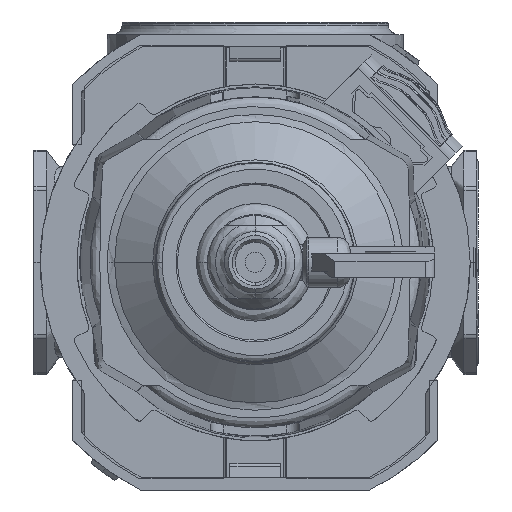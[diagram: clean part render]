
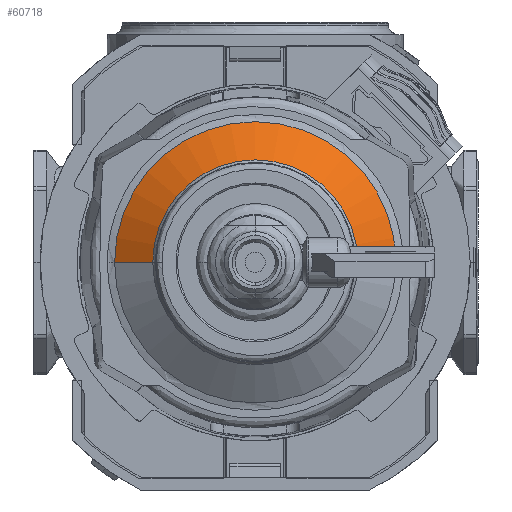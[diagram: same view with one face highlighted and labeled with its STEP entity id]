
A CAD part, front view. The second image highlights one B-rep face of the part: STEP entity #60718.
In plain terms, the highlighted conical face has half-angle 54.996 degrees and reference radius 22.24 mm.
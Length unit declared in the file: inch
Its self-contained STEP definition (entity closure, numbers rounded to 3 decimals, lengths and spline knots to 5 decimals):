
#6 = CIRCLE ( 'NONE', #64535, 0.63777 ) ;
#965 = DIRECTION ( 'NONE',  ( -0.819, 0.574, 0. ) ) ;
#1571 = CIRCLE ( 'NONE', #4477, 0.87558 ) ;
#3440 = EDGE_LOOP ( 'NONE', ( #12942, #74519, #46530, #64230 ) ) ;
#3860 = CARTESIAN_POINT ( 'NONE',  ( 0.87558, -4.11661, 0. ) ) ;
#3906 = DIRECTION ( 'NONE',  ( 1., 0., 0. ) ) ;
#4090 = CARTESIAN_POINT ( 'NONE',  ( 0.87558, -4.11661, 0. ) ) ;
#4477 = AXIS2_PLACEMENT_3D ( 'NONE', #52542, #88277, #3906 ) ;
#8361 = CONICAL_SURFACE ( 'NONE', #58181, 0.87558, 0.96 ) ;
#12942 = ORIENTED_EDGE ( 'NONE', *, *, #15498, .T. ) ;
#14731 = DIRECTION ( 'NONE',  ( 0., 1., 0. ) ) ;
#15498 = EDGE_CURVE ( 'NONE', #35663, #29495, #6, .T. ) ;
#16115 = CARTESIAN_POINT ( 'NONE',  ( -0.87558, -4.11661, 0. ) ) ;
#16746 = EDGE_CURVE ( 'NONE', #35663, #89207, #84465, .T. ) ;
#25577 = VECTOR ( 'NONE', #965, 39.37008 ) ;
#29495 = VERTEX_POINT ( 'NONE', #71438 ) ;
#32068 = DIRECTION ( 'NONE',  ( 0.819, 0.574, 0. ) ) ;
#35663 = VERTEX_POINT ( 'NONE', #48960 ) ;
#46530 = ORIENTED_EDGE ( 'NONE', *, *, #51112, .T. ) ;
#48960 = CARTESIAN_POINT ( 'NONE',  ( -0.63777, -4.28315, 0. ) ) ;
#50391 = CARTESIAN_POINT ( 'NONE',  ( -0.87558, -4.11661, 0. ) ) ;
#50692 = DIRECTION ( 'NONE',  ( 0., 1., 0. ) ) ;
#51112 = EDGE_CURVE ( 'NONE', #64773, #89207, #1571, .T. ) ;
#51441 = CARTESIAN_POINT ( 'NONE',  ( 0., -4.11661, 0. ) ) ;
#52542 = CARTESIAN_POINT ( 'NONE',  ( 0., -4.11661, 0. ) ) ;
#57845 = DIRECTION ( 'NONE',  ( -1., 0., 0. ) ) ;
#58181 = AXIS2_PLACEMENT_3D ( 'NONE', #51441, #14731, #57845 ) ;
#60718 = ADVANCED_FACE ( 'NONE', ( #78491 ), #8361, .T. ) ;
#64230 = ORIENTED_EDGE ( 'NONE', *, *, #16746, .F. ) ;
#64535 = AXIS2_PLACEMENT_3D ( 'NONE', #81697, #50692, #64875 ) ;
#64773 = VERTEX_POINT ( 'NONE', #3860 ) ;
#64875 = DIRECTION ( 'NONE',  ( -1., 0., 0. ) ) ;
#65108 = LINE ( 'NONE', #4090, #70913 ) ;
#70913 = VECTOR ( 'NONE', #32068, 39.37008 ) ;
#71438 = CARTESIAN_POINT ( 'NONE',  ( 0.63777, -4.28315, 0. ) ) ;
#74519 = ORIENTED_EDGE ( 'NONE', *, *, #82968, .T. ) ;
#78491 = FACE_OUTER_BOUND ( 'NONE', #3440, .T. ) ;
#81697 = CARTESIAN_POINT ( 'NONE',  ( 0., -4.28315, 0. ) ) ;
#82968 = EDGE_CURVE ( 'NONE', #29495, #64773, #65108, .T. ) ;
#84465 = LINE ( 'NONE', #16115, #25577 ) ;
#88277 = DIRECTION ( 'NONE',  ( 0., -1., 0. ) ) ;
#89207 = VERTEX_POINT ( 'NONE', #50391 ) ;
